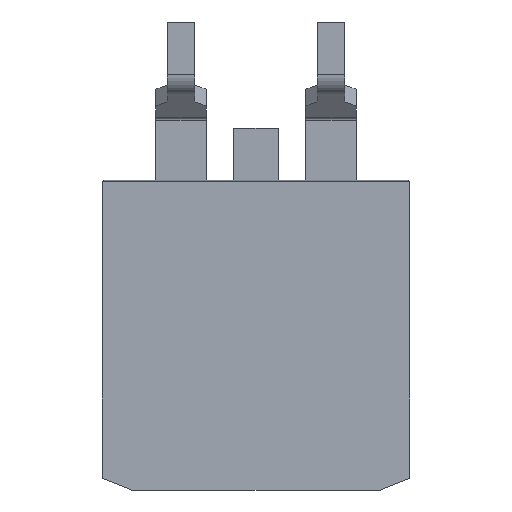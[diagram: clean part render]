
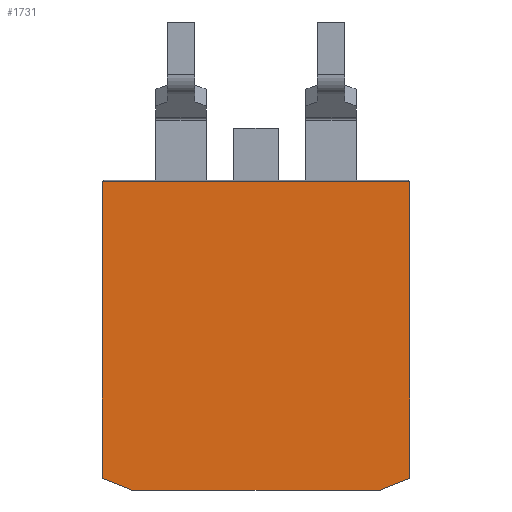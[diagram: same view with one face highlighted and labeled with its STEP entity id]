
A CAD part, front view. The second image highlights one B-rep face of the part: STEP entity #1731.
In plain terms, the highlighted planar face has unit normal (0, -1, 0).
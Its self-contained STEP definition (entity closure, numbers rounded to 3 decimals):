
#251 = VERTEX_POINT ( 'NONE', #1797 ) ;
#252 = ORIENTED_EDGE ( 'NONE', *, *, #1627, .F. ) ;
#258 = VERTEX_POINT ( 'NONE', #1801 ) ;
#259 = VERTEX_POINT ( 'NONE', #772 ) ;
#261 = ORIENTED_EDGE ( 'NONE', *, *, #1614, .F. ) ;
#264 = ORIENTED_EDGE ( 'NONE', *, *, #1602, .F. ) ;
#266 = ORIENTED_EDGE ( 'NONE', *, *, #1604, .T. ) ;
#268 = ORIENTED_EDGE ( 'NONE', *, *, #1601, .F. ) ;
#275 = ORIENTED_EDGE ( 'NONE', *, *, #1603, .F. ) ;
#290 = EDGE_LOOP ( 'NONE', ( #252, #266, #261, #275, #264, #268 ) ) ;
#305 = VECTOR ( 'NONE', #1312, 1000. ) ;
#306 = VECTOR ( 'NONE', #1308, 1000. ) ;
#308 = VECTOR ( 'NONE', #1303, 1000. ) ;
#312 = VECTOR ( 'NONE', #1305, 1000. ) ;
#372 = AXIS2_PLACEMENT_3D ( 'NONE', #2063, #2064, #2065 ) ;
#772 = CARTESIAN_POINT ( 'NONE',  ( 4.2, 0., -5.914 ) ) ;
#921 = VECTOR ( 'NONE', #2129, 1000. ) ;
#1233 = VERTEX_POINT ( 'NONE', #1869 ) ;
#1235 = VERTEX_POINT ( 'NONE', #1871 ) ;
#1238 = VERTEX_POINT ( 'NONE', #1873 ) ;
#1288 = LINE ( 'NONE', #1304, #312 ) ;
#1300 = LINE ( 'NONE', #1302, #308 ) ;
#1302 = CARTESIAN_POINT ( 'NONE',  ( 5.2, 0., -5.514 ) ) ;
#1303 = DIRECTION ( 'NONE',  ( -0.928, 0., -0.371 ) ) ;
#1304 = CARTESIAN_POINT ( 'NONE',  ( -4.2, 0., -5.914 ) ) ;
#1305 = DIRECTION ( 'NONE',  ( -1., 0., 0. ) ) ;
#1306 = LINE ( 'NONE', #1307, #306 ) ;
#1307 = CARTESIAN_POINT ( 'NONE',  ( -5.2, 0., -5.514 ) ) ;
#1308 = DIRECTION ( 'NONE',  ( -0.928, 0., 0.371 ) ) ;
#1309 = LINE ( 'NONE', #1311, #305 ) ;
#1311 = CARTESIAN_POINT ( 'NONE',  ( 5.2, 0., 4.534 ) ) ;
#1312 = DIRECTION ( 'NONE',  ( -1., 0., 0. ) ) ;
#1340 = LINE ( 'NONE', #1341, #1734 ) ;
#1341 = CARTESIAN_POINT ( 'NONE',  ( -5.2, 0., -4.675 ) ) ;
#1342 = DIRECTION ( 'NONE',  ( 0., 0., 1. ) ) ;
#1601 = EDGE_CURVE ( 'NONE', #258, #259, #1300, .T. ) ;
#1602 = EDGE_CURVE ( 'NONE', #259, #1238, #1288, .T. ) ;
#1603 = EDGE_CURVE ( 'NONE', #1238, #1235, #1306, .T. ) ;
#1604 = EDGE_CURVE ( 'NONE', #1233, #251, #1309, .T. ) ;
#1614 = EDGE_CURVE ( 'NONE', #1235, #251, #1340, .T. ) ;
#1627 = EDGE_CURVE ( 'NONE', #1233, #258, #2127, .T. ) ;
#1731 = ADVANCED_FACE ( 'NONE', ( #2049 ), #2050, .F. ) ;
#1734 = VECTOR ( 'NONE', #1342, 1000. ) ;
#1797 = CARTESIAN_POINT ( 'NONE',  ( -5.2, 0., 4.534 ) ) ;
#1801 = CARTESIAN_POINT ( 'NONE',  ( 5.2, 0., -5.514 ) ) ;
#1869 = CARTESIAN_POINT ( 'NONE',  ( 5.2, 0., 4.534 ) ) ;
#1871 = CARTESIAN_POINT ( 'NONE',  ( -5.2, 0., -5.514 ) ) ;
#1873 = CARTESIAN_POINT ( 'NONE',  ( -4.2, 0., -5.914 ) ) ;
#2049 = FACE_OUTER_BOUND ( 'NONE', #290, .T. ) ;
#2050 = PLANE ( 'NONE',  #372 ) ;
#2063 = CARTESIAN_POINT ( 'NONE',  ( 5.2, 0., 4.675 ) ) ;
#2064 = DIRECTION ( 'NONE',  ( 0., 1., 0. ) ) ;
#2065 = DIRECTION ( 'NONE',  ( 0., 0., 1. ) ) ;
#2127 = LINE ( 'NONE', #2128, #921 ) ;
#2128 = CARTESIAN_POINT ( 'NONE',  ( 5.2, 0., -4.675 ) ) ;
#2129 = DIRECTION ( 'NONE',  ( 0., 0., -1. ) ) ;
